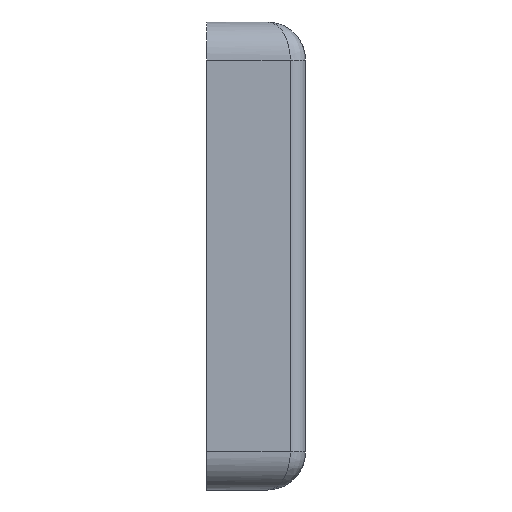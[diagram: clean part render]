
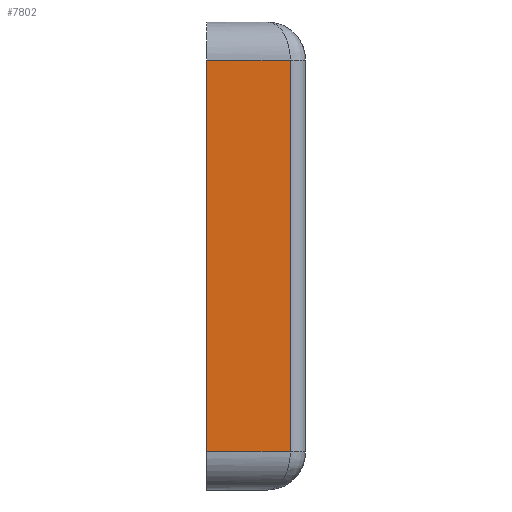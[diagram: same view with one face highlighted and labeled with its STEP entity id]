
A CAD part, left-side view. The second image highlights one B-rep face of the part: STEP entity #7802.
In plain terms, the highlighted planar face has unit normal (-1, 0, 0).
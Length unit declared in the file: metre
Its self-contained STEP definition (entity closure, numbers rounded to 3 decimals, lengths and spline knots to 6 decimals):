
#1106=ORIENTED_EDGE('',*,*,#3503,.T.);
#1107=ORIENTED_EDGE('',*,*,#3504,.T.);
#1108=ORIENTED_EDGE('',*,*,#3505,.T.);
#1109=ORIENTED_EDGE('',*,*,#3476,.F.);
#3476=EDGE_CURVE('',#4679,#4680,#5298,.T.);
#3503=EDGE_CURVE('',#4679,#4699,#5320,.T.);
#3504=EDGE_CURVE('',#4699,#4700,#5321,.T.);
#3505=EDGE_CURVE('',#4700,#4680,#5322,.F.);
#4679=VERTEX_POINT('',#10987);
#4680=VERTEX_POINT('',#10989);
#4699=VERTEX_POINT('',#11041);
#4700=VERTEX_POINT('',#11043);
#5298=LINE('',#10988,#6023);
#5320=LINE('',#11040,#6045);
#5321=LINE('',#11042,#6046);
#5322=LINE('',#11044,#6047);
#6023=VECTOR('',#8836,1.);
#6045=VECTOR('',#8880,1.);
#6046=VECTOR('',#8881,1.);
#6047=VECTOR('',#8882,1.);
#6625=EDGE_LOOP('',(#1106,#1107,#1108,#1109));
#7124=FACE_BOUND('',#6625,.T.);
#7596=PLANE('',#8304);
#7802=ADVANCED_FACE('',(#7124),#7596,.F.);
#8304=AXIS2_PLACEMENT_3D('',#11039,#8878,#8879);
#8836=DIRECTION('',(0.,0.,1.));
#8878=DIRECTION('',(1.,0.,0.));
#8879=DIRECTION('',(0.,-1.,0.));
#8880=DIRECTION('',(0.,-1.,0.));
#8881=DIRECTION('',(0.,0.,1.));
#8882=DIRECTION('',(0.,-1.,0.));
#10987=CARTESIAN_POINT('',(-0.0625,0.013,-0.02575));
#10988=CARTESIAN_POINT('',(-0.0625,0.013,0.));
#10989=CARTESIAN_POINT('',(-0.0625,0.013,0.02575));
#11039=CARTESIAN_POINT('',(-0.0625,0.013,0.));
#11040=CARTESIAN_POINT('',(-0.0625,0.013,-0.02575));
#11041=CARTESIAN_POINT('',(-0.0625,0.002,-0.02575));
#11042=CARTESIAN_POINT('',(-0.0625,0.002,0.));
#11043=CARTESIAN_POINT('',(-0.0625,0.002,0.02575));
#11044=CARTESIAN_POINT('',(-0.0625,0.013,0.02575));
